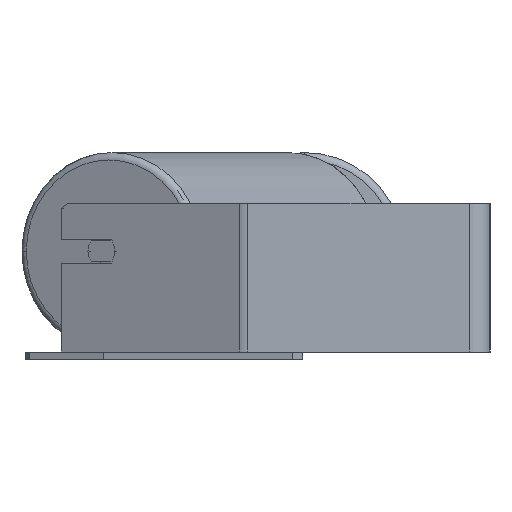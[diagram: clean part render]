
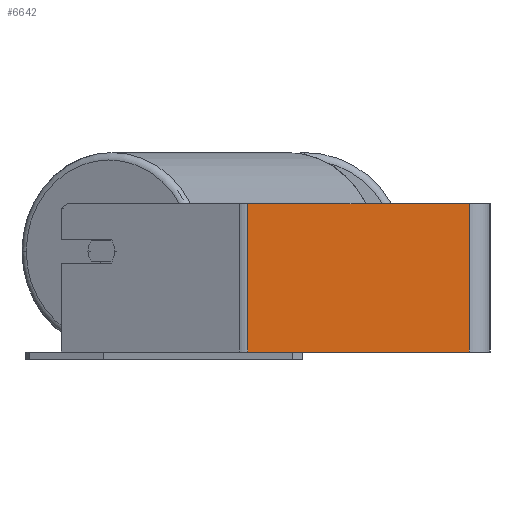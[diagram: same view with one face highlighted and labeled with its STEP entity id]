
A CAD part, left-side view. The second image highlights one B-rep face of the part: STEP entity #6642.
In plain terms, the highlighted planar face has unit normal (-1, 0, 0).
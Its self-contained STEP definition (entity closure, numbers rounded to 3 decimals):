
#125 = CARTESIAN_POINT ( 'NONE',  ( -500., 14., 50. ) ) ;
#824 = LINE ( 'NONE', #2205, #5590 ) ;
#1344 = FACE_OUTER_BOUND ( 'NONE', #3570, .T. ) ;
#1463 = DIRECTION ( 'NONE',  ( 0., -1., 0. ) ) ;
#1484 = AXIS2_PLACEMENT_3D ( 'NONE', #7564, #4719, #1937 ) ;
#1818 = CARTESIAN_POINT ( 'NONE',  ( -500., 166.464, 50. ) ) ;
#1937 = DIRECTION ( 'NONE',  ( 0., 0., -1. ) ) ;
#1971 = VERTEX_POINT ( 'NONE', #5810 ) ;
#2205 = CARTESIAN_POINT ( 'NONE',  ( -500., 163.361, 50. ) ) ;
#2555 = DIRECTION ( 'NONE',  ( 0., -1., 0. ) ) ;
#2626 = ORIENTED_EDGE ( 'NONE', *, *, #8421, .T. ) ;
#3309 = PLANE ( 'NONE',  #1484 ) ;
#3357 = VERTEX_POINT ( 'NONE', #7771 ) ;
#3405 = EDGE_CURVE ( 'NONE', #3357, #1971, #4166, .T. ) ;
#3570 = EDGE_LOOP ( 'NONE', ( #7682, #4293, #7269, #2626 ) ) ;
#4166 = LINE ( 'NONE', #125, #8899 ) ;
#4254 = DIRECTION ( 'NONE',  ( 0., 0., -1. ) ) ;
#4293 = ORIENTED_EDGE ( 'NONE', *, *, #3405, .F. ) ;
#4544 = EDGE_CURVE ( 'NONE', #6373, #1971, #5715, .T. ) ;
#4719 = DIRECTION ( 'NONE',  ( 1., 0., 0. ) ) ;
#4836 = VECTOR ( 'NONE', #2555, 1000. ) ;
#4940 = EDGE_CURVE ( 'NONE', #6457, #3357, #8087, .T. ) ;
#4984 = DIRECTION ( 'NONE',  ( 0., 0., -1. ) ) ;
#4985 = CARTESIAN_POINT ( 'NONE',  ( -500., 166.464, -50. ) ) ;
#5557 = VECTOR ( 'NONE', #1463, 1000. ) ;
#5590 = VECTOR ( 'NONE', #4254, 1000. ) ;
#5715 = LINE ( 'NONE', #4985, #5557 ) ;
#5810 = CARTESIAN_POINT ( 'NONE',  ( -500., 14., -50. ) ) ;
#6373 = VERTEX_POINT ( 'NONE', #7531 ) ;
#6374 = CARTESIAN_POINT ( 'NONE',  ( -500., 163.361, 50. ) ) ;
#6457 = VERTEX_POINT ( 'NONE', #6374 ) ;
#6642 = ADVANCED_FACE ( 'NONE', ( #1344 ), #3309, .F. ) ;
#7269 = ORIENTED_EDGE ( 'NONE', *, *, #4940, .F. ) ;
#7531 = CARTESIAN_POINT ( 'NONE',  ( -500., 163.361, -50. ) ) ;
#7564 = CARTESIAN_POINT ( 'NONE',  ( -500., 166.464, 50. ) ) ;
#7682 = ORIENTED_EDGE ( 'NONE', *, *, #4544, .T. ) ;
#7771 = CARTESIAN_POINT ( 'NONE',  ( -500., 14., 50. ) ) ;
#8087 = LINE ( 'NONE', #1818, #4836 ) ;
#8421 = EDGE_CURVE ( 'NONE', #6457, #6373, #824, .T. ) ;
#8899 = VECTOR ( 'NONE', #4984, 1000. ) ;
